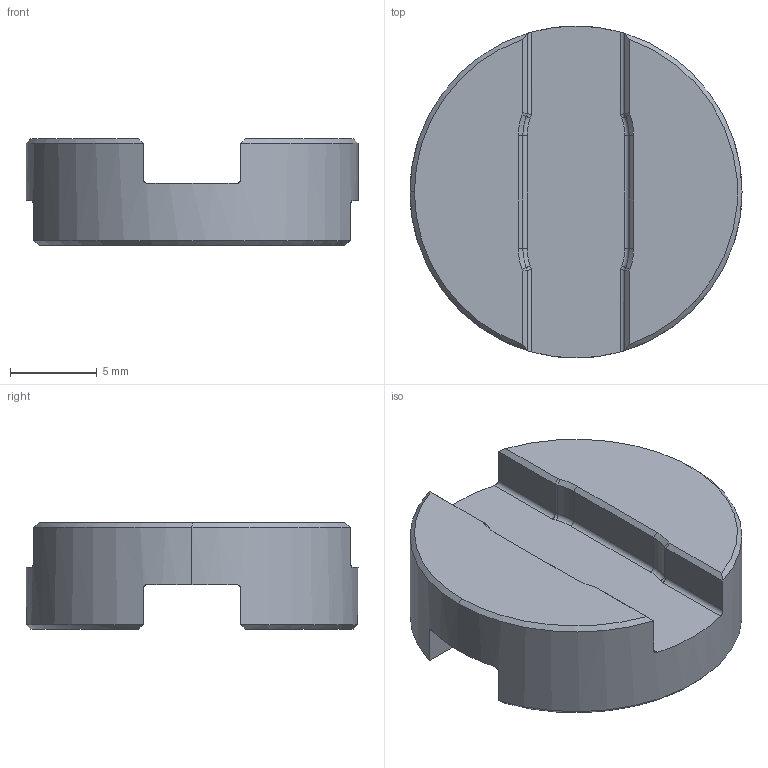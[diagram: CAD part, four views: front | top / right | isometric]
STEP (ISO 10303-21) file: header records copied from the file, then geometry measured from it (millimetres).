
FILE_DESCRIPTION (( 'STEP AP214' ), '1' );
FILE_NAME ('DC-DDS19.STEP', '2015-11-19T18:27:40', ( '' ), ( '' ), 'SwSTEP 2.0', 'SolidWorks 2015', '' );
FILE_SCHEMA (( 'AUTOMOTIVE_DESIGN' ));
Length unit declared in the file: millimetre
Products named in the file (1): DC-DDS19
Bounding box: 19.1 x 19.1 x 6.12 mm (x, y, z)
Volume: 1187.8 mm3; surface area: 1036.3 mm2
Topology: 1 solids, 1 shells, 97 faces, 228 edges, 133 vertices
Faces by surface type: plane 46, cylinder 30, cone 13, torus 8
Entity records: 2777 total; most frequent: CARTESIAN_POINT 547, DIRECTION 465, ORIENTED_EDGE 456, EDGE_CURVE 228, AXIS2_PLACEMENT_3D 163, LINE 139, VECTOR 139, VERTEX_POINT 133
